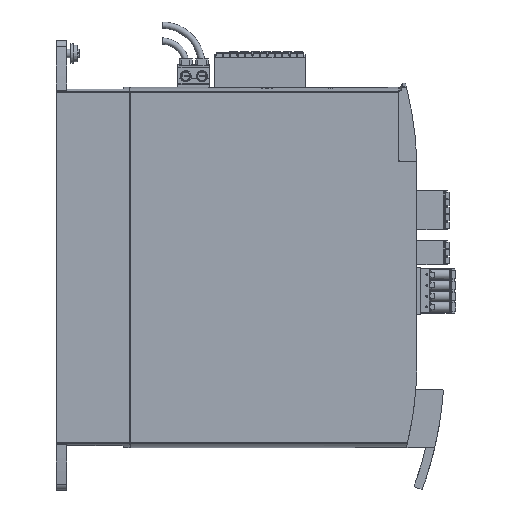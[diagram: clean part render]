
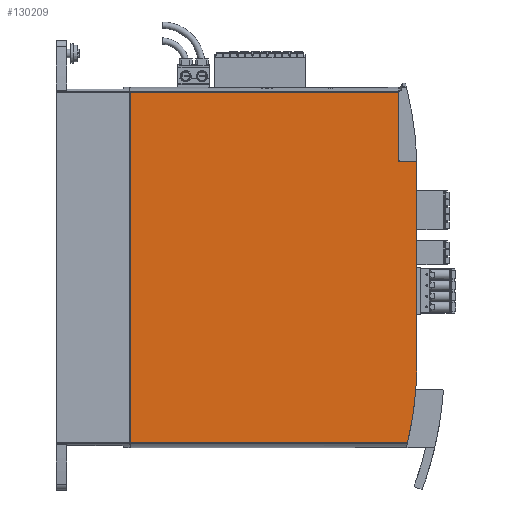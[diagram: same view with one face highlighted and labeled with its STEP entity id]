
A CAD part, top view. The second image highlights one B-rep face of the part: STEP entity #130209.
In plain terms, the highlighted planar face has unit normal (0, 0, 1).
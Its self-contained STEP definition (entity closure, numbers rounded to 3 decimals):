
#2696=LINE('',#173881,#13198);
#2930=LINE('',#174548,#13432);
#3449=LINE('',#176004,#13951);
#3450=LINE('',#176006,#13952);
#3451=LINE('',#176008,#13953);
#3452=LINE('',#176011,#13954);
#13198=VECTOR('',#145333,1000.);
#13432=VECTOR('',#145775,1000.);
#13951=VECTOR('',#146724,1000.);
#13952=VECTOR('',#146727,1000.);
#13953=VECTOR('',#146728,1000.);
#13954=VECTOR('',#146731,1000.);
#25054=ORIENTED_EDGE('',*,*,#52318,.F.);
#25055=ORIENTED_EDGE('',*,*,#53026,.T.);
#25056=ORIENTED_EDGE('',*,*,#53027,.T.);
#25057=ORIENTED_EDGE('',*,*,#53028,.F.);
#25058=ORIENTED_EDGE('',*,*,#51411,.T.);
#25059=ORIENTED_EDGE('',*,*,#51983,.F.);
#25060=ORIENTED_EDGE('',*,*,#53029,.T.);
#25061=ORIENTED_EDGE('',*,*,#53030,.F.);
#25062=ORIENTED_EDGE('',*,*,#53031,.F.);
#51411=EDGE_CURVE('',#65400,#65399,#74687,.T.);
#51983=EDGE_CURVE('',#65968,#65399,#2696,.T.);
#52318=EDGE_CURVE('',#66297,#66298,#2930,.T.);
#53026=EDGE_CURVE('',#66297,#66997,#3449,.T.);
#53027=EDGE_CURVE('',#66997,#66998,#3450,.T.);
#53028=EDGE_CURVE('',#65400,#66998,#3451,.T.);
#53029=EDGE_CURVE('',#65968,#66999,#75117,.T.);
#53030=EDGE_CURVE('',#67000,#66999,#3452,.T.);
#53031=EDGE_CURVE('',#66298,#67000,#75118,.T.);
#65399=VERTEX_POINT('',#172699);
#65400=VERTEX_POINT('',#172701);
#65968=VERTEX_POINT('',#173880);
#66297=VERTEX_POINT('',#174547);
#66298=VERTEX_POINT('',#174549);
#66997=VERTEX_POINT('',#176003);
#66998=VERTEX_POINT('',#176007);
#66999=VERTEX_POINT('',#176010);
#67000=VERTEX_POINT('',#176012);
#74687=CIRCLE('',#135591,162.5);
#75117=CIRCLE('',#136104,0.4);
#75118=CIRCLE('',#136105,0.4);
#78022=EDGE_LOOP('',(#25054,#25055,#25056,#25057,#25058,#25059,#25060,#25061,
#25062));
#84115=FACE_BOUND('',#78022,.T.);
#90055=PLANE('',#136103);
#130209=ADVANCED_FACE('',(#84115),#90055,.F.);
#135591=AXIS2_PLACEMENT_3D('',#172700,#144557,#144558);
#136103=AXIS2_PLACEMENT_3D('',#176005,#146725,#146726);
#136104=AXIS2_PLACEMENT_3D('',#176009,#146729,#146730);
#136105=AXIS2_PLACEMENT_3D('',#176013,#146732,#146733);
#144557=DIRECTION('',(0.,0.,1.));
#144558=DIRECTION('',(1.,0.,0.));
#145333=DIRECTION('',(0.,-1.,0.));
#145775=DIRECTION('',(0.,-1.,0.));
#146724=DIRECTION('',(-1.,0.,0.));
#146725=DIRECTION('',(0.,0.,-1.));
#146726=DIRECTION('',(-1.,0.,0.));
#146727=DIRECTION('',(0.,-1.,0.));
#146728=DIRECTION('',(-1.,0.,0.));
#146729=DIRECTION('',(0.,0.,1.));
#146730=DIRECTION('',(1.,0.,0.));
#146731=DIRECTION('',(1.,0.,0.));
#146732=DIRECTION('',(0.,0.,1.));
#146733=DIRECTION('',(1.,0.,0.));
#172699=CARTESIAN_POINT('',(170.3,-45.,25.));
#172700=CARTESIAN_POINT('',(7.8,-45.,25.));
#172701=CARTESIAN_POINT('',(165.858,-82.734,25.));
#173880=CARTESIAN_POINT('',(170.3,49.6,25.));
#173881=CARTESIAN_POINT('',(170.3,82.732,25.));
#174547=CARTESIAN_POINT('',(161.75,82.732,25.));
#174548=CARTESIAN_POINT('',(161.75,85.,25.));
#174549=CARTESIAN_POINT('',(161.75,50.4,25.));
#176003=CARTESIAN_POINT('',(35.,82.732,25.));
#176004=CARTESIAN_POINT('',(170.3,82.732,25.));
#176005=CARTESIAN_POINT('',(170.3,82.732,25.));
#176006=CARTESIAN_POINT('',(35.,82.732,25.));
#176007=CARTESIAN_POINT('',(35.,-82.734,25.));
#176008=CARTESIAN_POINT('',(170.3,-82.734,25.));
#176009=CARTESIAN_POINT('',(169.9,49.6,25.));
#176010=CARTESIAN_POINT('',(169.9,50.,25.));
#176011=CARTESIAN_POINT('',(162.15,50.,25.));
#176012=CARTESIAN_POINT('',(162.15,50.,25.));
#176013=CARTESIAN_POINT('',(162.15,50.4,25.));
